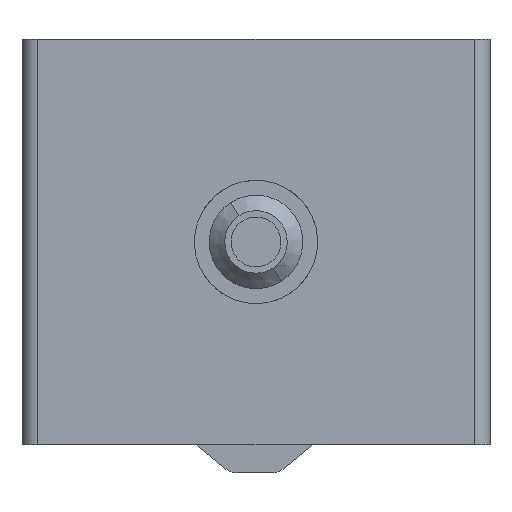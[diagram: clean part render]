
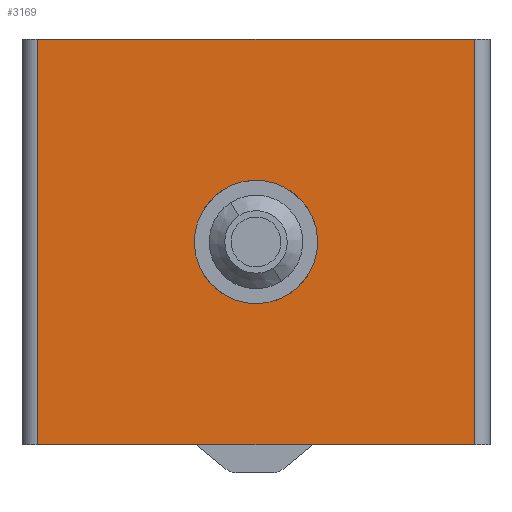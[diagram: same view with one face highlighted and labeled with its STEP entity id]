
A CAD part, front view. The second image highlights one B-rep face of the part: STEP entity #3169.
In plain terms, the highlighted planar face has unit normal (0, -1, 0).
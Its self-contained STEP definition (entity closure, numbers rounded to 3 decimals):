
#4 = DIRECTION ( 'NONE',  ( 0., 0., 1. ) ) ;
#180 = EDGE_CURVE ( 'NONE', #4216, #1134, #4370, .T. ) ;
#190 = CARTESIAN_POINT ( 'NONE',  ( 14.5, 0., 13. ) ) ;
#297 = CARTESIAN_POINT ( 'NONE',  ( 0., 0., 13. ) ) ;
#417 = VERTEX_POINT ( 'NONE', #3266 ) ;
#532 = CARTESIAN_POINT ( 'NONE',  ( 7.5, 0., 6.5 ) ) ;
#580 = LINE ( 'NONE', #3436, #4268 ) ;
#660 = CARTESIAN_POINT ( 'NONE',  ( 0.5, 0., 13. ) ) ;
#860 = VERTEX_POINT ( 'NONE', #2993 ) ;
#940 = DIRECTION ( 'NONE',  ( 0., -1., 0. ) ) ;
#992 = DIRECTION ( 'NONE',  ( 0., -1., 0. ) ) ;
#1058 = EDGE_CURVE ( 'NONE', #1548, #860, #3617, .T. ) ;
#1071 = CIRCLE ( 'NONE', #4231, 1.975 ) ;
#1134 = VERTEX_POINT ( 'NONE', #190 ) ;
#1197 = ORIENTED_EDGE ( 'NONE', *, *, #2410, .T. ) ;
#1209 = EDGE_LOOP ( 'NONE', ( #1407, #2227 ) ) ;
#1325 = DIRECTION ( 'NONE',  ( 0., 0., -1. ) ) ;
#1402 = EDGE_CURVE ( 'NONE', #417, #1134, #4256, .T. ) ;
#1407 = ORIENTED_EDGE ( 'NONE', *, *, #3378, .F. ) ;
#1457 = ORIENTED_EDGE ( 'NONE', *, *, #180, .F. ) ;
#1548 = VERTEX_POINT ( 'NONE', #2658 ) ;
#1894 = AXIS2_PLACEMENT_3D ( 'NONE', #2230, #2909, #2932 ) ;
#1997 = ORIENTED_EDGE ( 'NONE', *, *, #1402, .T. ) ;
#2160 = EDGE_LOOP ( 'NONE', ( #1197, #1997, #1457, #2276 ) ) ;
#2197 = CARTESIAN_POINT ( 'NONE',  ( 14.5, 0., 13. ) ) ;
#2227 = ORIENTED_EDGE ( 'NONE', *, *, #1058, .F. ) ;
#2230 = CARTESIAN_POINT ( 'NONE',  ( 0., 0., 13. ) ) ;
#2276 = ORIENTED_EDGE ( 'NONE', *, *, #3667, .T. ) ;
#2296 = VECTOR ( 'NONE', #4, 1000. ) ;
#2325 = AXIS2_PLACEMENT_3D ( 'NONE', #532, #992, #1325 ) ;
#2410 = EDGE_CURVE ( 'NONE', #3897, #417, #580, .T. ) ;
#2525 = FACE_OUTER_BOUND ( 'NONE', #2160, .T. ) ;
#2571 = PLANE ( 'NONE',  #1894 ) ;
#2658 = CARTESIAN_POINT ( 'NONE',  ( 7.5, 0., 8.475 ) ) ;
#2705 = DIRECTION ( 'NONE',  ( 1., 0., 0. ) ) ;
#2909 = DIRECTION ( 'NONE',  ( 0., 1., 0. ) ) ;
#2932 = DIRECTION ( 'NONE',  ( 0., 0., 1. ) ) ;
#2993 = CARTESIAN_POINT ( 'NONE',  ( 7.5, 0., 4.525 ) ) ;
#3015 = CARTESIAN_POINT ( 'NONE',  ( 7.5, 0., 6.5 ) ) ;
#3164 = VECTOR ( 'NONE', #3424, 1000. ) ;
#3169 = ADVANCED_FACE ( 'NONE', ( #4378, #2525 ), #2571, .F. ) ;
#3266 = CARTESIAN_POINT ( 'NONE',  ( 14.5, 0., 0. ) ) ;
#3336 = VECTOR ( 'NONE', #2705, 1000. ) ;
#3364 = DIRECTION ( 'NONE',  ( 0., 0., -1. ) ) ;
#3378 = EDGE_CURVE ( 'NONE', #860, #1548, #1071, .T. ) ;
#3424 = DIRECTION ( 'NONE',  ( 0., 0., -1. ) ) ;
#3436 = CARTESIAN_POINT ( 'NONE',  ( 0., 0., 0. ) ) ;
#3563 = CARTESIAN_POINT ( 'NONE',  ( 0.5, 0., 0. ) ) ;
#3617 = CIRCLE ( 'NONE', #2325, 1.975 ) ;
#3667 = EDGE_CURVE ( 'NONE', #4216, #3897, #4197, .T. ) ;
#3770 = CARTESIAN_POINT ( 'NONE',  ( 0.5, 0., 13. ) ) ;
#3897 = VERTEX_POINT ( 'NONE', #3563 ) ;
#4122 = DIRECTION ( 'NONE',  ( 1., 0., 0. ) ) ;
#4197 = LINE ( 'NONE', #660, #3164 ) ;
#4216 = VERTEX_POINT ( 'NONE', #3770 ) ;
#4231 = AXIS2_PLACEMENT_3D ( 'NONE', #3015, #940, #3364 ) ;
#4256 = LINE ( 'NONE', #2197, #2296 ) ;
#4268 = VECTOR ( 'NONE', #4122, 1000. ) ;
#4370 = LINE ( 'NONE', #297, #3336 ) ;
#4378 = FACE_BOUND ( 'NONE', #1209, .T. ) ;
